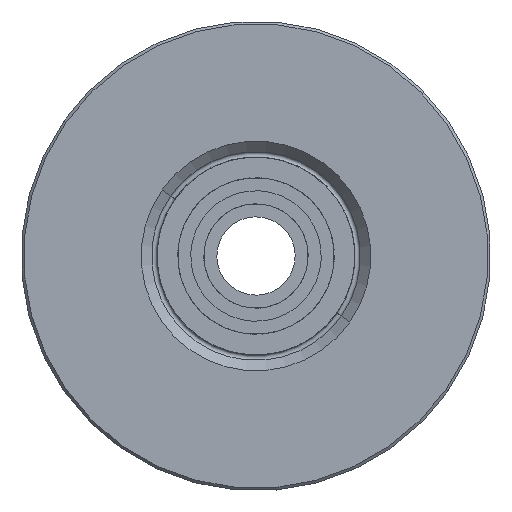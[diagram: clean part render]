
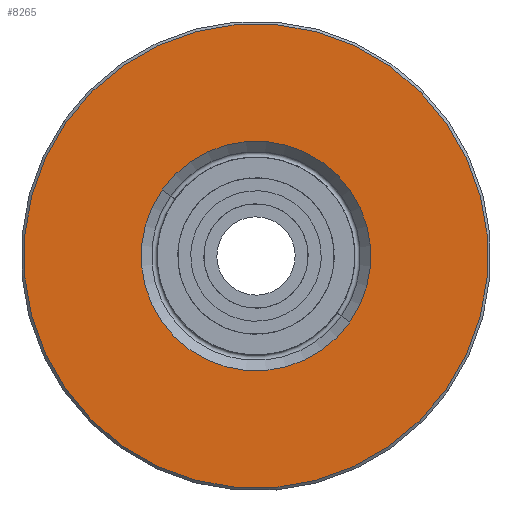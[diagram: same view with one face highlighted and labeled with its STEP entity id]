
A CAD part, front view. The second image highlights one B-rep face of the part: STEP entity #8265.
In plain terms, the highlighted planar face has unit normal (0, -1, 0).
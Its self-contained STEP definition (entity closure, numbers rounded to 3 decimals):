
#287 = CIRCLE ( 'NONE', #6316, 4.4 ) ;
#542 = VERTEX_POINT ( 'NONE', #8720 ) ;
#646 = DIRECTION ( 'NONE',  ( 0., 0., 1. ) ) ;
#830 = DIRECTION ( 'NONE',  ( 0., 0., 1. ) ) ;
#944 = CARTESIAN_POINT ( 'NONE',  ( 0., -4.25, 0. ) ) ;
#1024 = ORIENTED_EDGE ( 'NONE', *, *, #6217, .T. ) ;
#1642 = DIRECTION ( 'NONE',  ( 0., 0., 1. ) ) ;
#1753 = FACE_OUTER_BOUND ( 'NONE', #8987, .T. ) ;
#1931 = CARTESIAN_POINT ( 'NONE',  ( 0., -4.25, 4.4 ) ) ;
#2248 = EDGE_CURVE ( 'NONE', #542, #3197, #3573, .T. ) ;
#2285 = ORIENTED_EDGE ( 'NONE', *, *, #4735, .T. ) ;
#3182 = DIRECTION ( 'NONE',  ( 0., 1., 0. ) ) ;
#3197 = VERTEX_POINT ( 'NONE', #7539 ) ;
#3426 = VERTEX_POINT ( 'NONE', #4296 ) ;
#3427 = ORIENTED_EDGE ( 'NONE', *, *, #7825, .T. ) ;
#3573 = CIRCLE ( 'NONE', #6819, 8.9 ) ;
#3791 = DIRECTION ( 'NONE',  ( 0., 1., 0. ) ) ;
#4230 = DIRECTION ( 'NONE',  ( 0., -1., 0. ) ) ;
#4296 = CARTESIAN_POINT ( 'NONE',  ( 0., -4.25, -4.4 ) ) ;
#4735 = EDGE_CURVE ( 'NONE', #3426, #5651, #287, .T. ) ;
#4877 = DIRECTION ( 'NONE',  ( 0., -1., 0. ) ) ;
#5160 = PLANE ( 'NONE',  #8496 ) ;
#5283 = CIRCLE ( 'NONE', #5531, 4.4 ) ;
#5531 = AXIS2_PLACEMENT_3D ( 'NONE', #7392, #3182, #8133 ) ;
#5651 = VERTEX_POINT ( 'NONE', #1931 ) ;
#5853 = DIRECTION ( 'NONE',  ( 0., 1., 0. ) ) ;
#5915 = CIRCLE ( 'NONE', #7288, 8.9 ) ;
#6217 = EDGE_CURVE ( 'NONE', #3197, #542, #5915, .T. ) ;
#6316 = AXIS2_PLACEMENT_3D ( 'NONE', #944, #5853, #1642 ) ;
#6623 = EDGE_LOOP ( 'NONE', ( #2285, #3427 ) ) ;
#6819 = AXIS2_PLACEMENT_3D ( 'NONE', #8463, #4230, #830 ) ;
#7288 = AXIS2_PLACEMENT_3D ( 'NONE', #9092, #4877, #646 ) ;
#7392 = CARTESIAN_POINT ( 'NONE',  ( 0., -4.25, 0. ) ) ;
#7539 = CARTESIAN_POINT ( 'NONE',  ( 0., -4.25, 8.9 ) ) ;
#7825 = EDGE_CURVE ( 'NONE', #5651, #3426, #5283, .T. ) ;
#8019 = CARTESIAN_POINT ( 'NONE',  ( 4., -4.25, 0. ) ) ;
#8021 = ORIENTED_EDGE ( 'NONE', *, *, #2248, .T. ) ;
#8133 = DIRECTION ( 'NONE',  ( 0., 0., 1. ) ) ;
#8265 = ADVANCED_FACE ( 'NONE', ( #1753, #9049 ), #5160, .F. ) ;
#8463 = CARTESIAN_POINT ( 'NONE',  ( 0., -4.25, 0. ) ) ;
#8496 = AXIS2_PLACEMENT_3D ( 'NONE', #8019, #3791, #8730 ) ;
#8720 = CARTESIAN_POINT ( 'NONE',  ( 0., -4.25, -8.9 ) ) ;
#8730 = DIRECTION ( 'NONE',  ( 0., 0., 1. ) ) ;
#8987 = EDGE_LOOP ( 'NONE', ( #1024, #8021 ) ) ;
#9049 = FACE_BOUND ( 'NONE', #6623, .T. ) ;
#9092 = CARTESIAN_POINT ( 'NONE',  ( 0., -4.25, 0. ) ) ;
